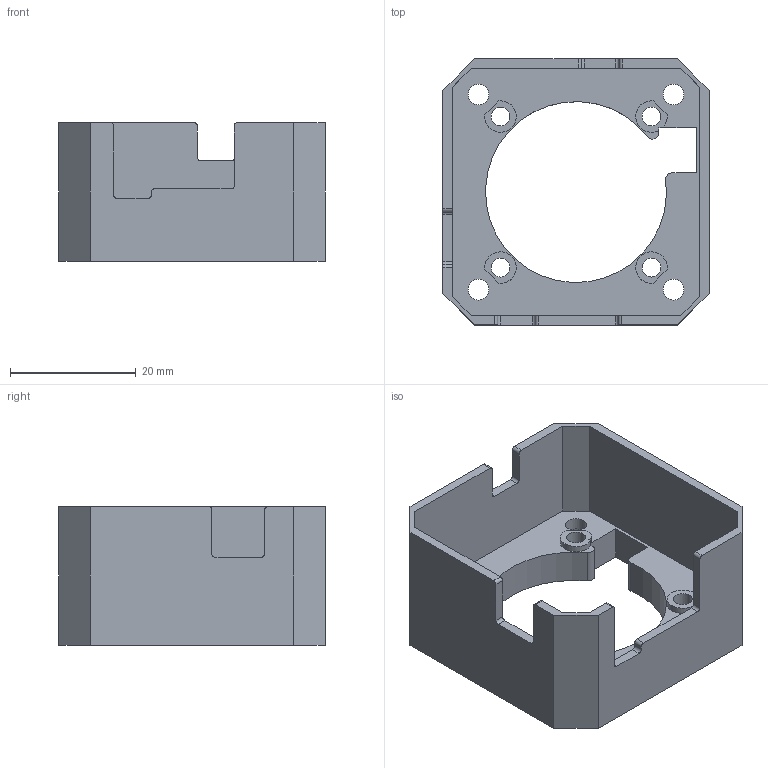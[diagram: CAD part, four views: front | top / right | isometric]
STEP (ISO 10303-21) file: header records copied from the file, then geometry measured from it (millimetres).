
FILE_DESCRIPTION(('STEP AP242'), '1');
FILE_NAME('Stepper cover', '', ('UNSPECIFIED'), ('UNSPECIFIED'), 'ASCON STEP Converter 1.6', 'ASCON Math Kernel', '');
FILE_SCHEMA(('AP242_MANAGED_MODEL_BASED_3D_ENGINEERING_MIM_LF { 1 0 10303 442 1 1 4 }'));
Length unit declared in the file: millimetre
Bounding box: 42.3 x 42.3 x 22 mm (x, y, z)
Volume: 8150 mm3; surface area: 8593.9 mm2
Topology: 1 solids, 1 shells, 98 faces, 275 edges, 182 vertices
Faces by surface type: plane 56, cylinder 42
Full cylindrical faces by diameter (mm): 3 x4, 3.3 x4
Entity records: 4009 total; most frequent: DIRECTION 555, CARTESIAN_POINT 549, ORIENTED_EDGE 534, EDGE_CURVE 267, AXIS2_PLACEMENT_3D 188, VERTEX_POINT 182, LINE 179, VECTOR 179
